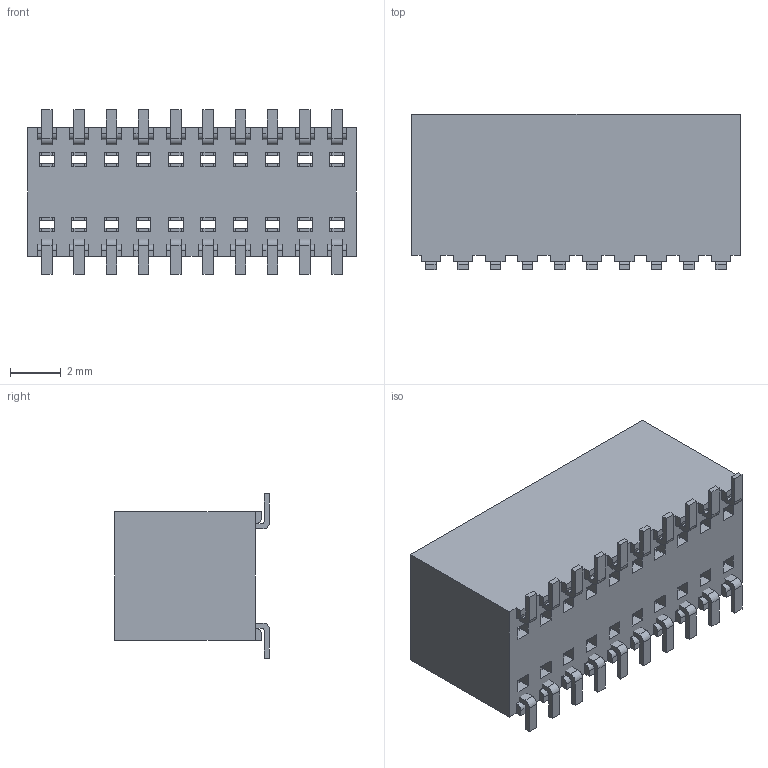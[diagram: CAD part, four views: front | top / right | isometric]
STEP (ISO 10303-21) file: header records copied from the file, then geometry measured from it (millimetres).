
FILE_DESCRIPTION(/* description */ ('STEP AP214'),/* implementation_level */ '2;1');
FILE_NAME(/* name */ 'RSM-110-02-L-D',/* time_stamp */ '2022-08-31T10:41:47+02:00',/* author */ ('License CC BY-ND 4.0'),/* organization */ ('CADENAS'),/* preprocessor_version */ 'ST-DEVELOPER v18.102',/* originating_system */ 'PARTsolutions',/* authorisation */ ' ');
FILE_SCHEMA (('AUTOMOTIVE_DESIGN {1 0 10303 214 3 1 1}'));
Length unit declared in the file: inch
Products named in the file (3): RSM-110-02-L-D; C-64-02-10-D; RSM-110-02-D_socket
Assembly tree (2 placements, depth 2):
  RSM-110-02-L-D
    C-64-02-10-D
    RSM-110-02-D_socket
Bounding box: 12.95 x 6.1 x 6.48 mm (x, y, z)
Surface area: 1030.6 mm2
Topology: 2 solids, 2 shells, 612 faces, 1804 edges, 1176 vertices
Faces by surface type: plane 552, cylinder 60
Entity records: 20206 total; most frequent: ORIENTED_EDGE 3608, CARTESIAN_POINT 3595, DIRECTION 3154, EDGE_CURVE 1804, LINE 1684, VECTOR 1684, VERTEX_POINT 1176, AXIS2_PLACEMENT_3D 735
